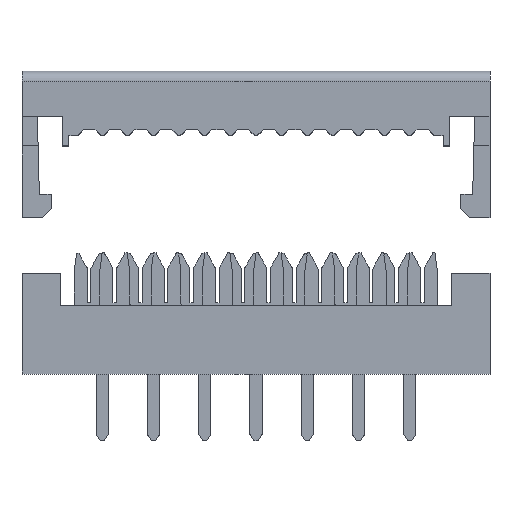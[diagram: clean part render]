
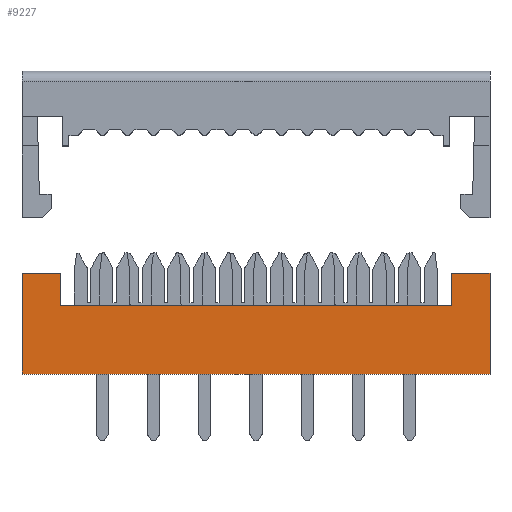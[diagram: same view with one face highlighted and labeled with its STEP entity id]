
A CAD part, top view. The second image highlights one B-rep face of the part: STEP entity #9227.
In plain terms, the highlighted planar face has unit normal (0, 0, 1).
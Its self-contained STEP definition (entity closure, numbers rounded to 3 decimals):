
#4375=VERTEX_POINT('',#10775);
#4547=EDGE_CURVE('',#6987,#7413,#10960,.T.);
#4947=EDGE_CURVE('',#8773,#7109,#11400,.T.);
#4967=EDGE_CURVE('',#8521,#7663,#11422,.T.);
#5489=VERTEX_POINT('',#12012);
#6193=EDGE_CURVE('',#4375,#6987,#12776,.T.);
#6649=EDGE_CURVE('',#7663,#8773,#13274,.T.);
#6987=VERTEX_POINT('',#13642);
#7109=VERTEX_POINT('',#13777);
#7413=VERTEX_POINT('',#14109);
#7663=VERTEX_POINT('',#14381);
#8521=VERTEX_POINT('',#15315);
#8567=EDGE_CURVE('',#7413,#8521,#15362,.T.);
#8773=VERTEX_POINT('',#15580);
#8809=EDGE_CURVE('',#7109,#5489,#15616,.T.);
#8951=EDGE_CURVE('',#5489,#4375,#15786,.T.);
#9227=ADVANCED_FACE('',(#16085),#16086,.T.);
#10775=CARTESIAN_POINT('',(9.69,5.0,3.0));
#10960=LINE('',#18432,#18433);
#11400=LINE('',#19048,#19049);
#11422=LINE('',#19077,#19078);
#12012=CARTESIAN_POINT('',(11.59,5.0,3.0));
#12776=LINE('',#20966,#20967);
#13274=LINE('',#21671,#21672);
#13642=CARTESIAN_POINT('',(9.69,3.4,3.0));
#13777=CARTESIAN_POINT('',(11.59,0.0,3.0));
#14109=CARTESIAN_POINT('',(-9.69,3.4,3.0));
#14381=CARTESIAN_POINT('',(-11.59,5.0,3.0));
#15315=CARTESIAN_POINT('',(-9.69,5.0,3.0));
#15362=LINE('',#24605,#24606);
#15580=CARTESIAN_POINT('',(-11.59,0.0,3.0));
#15616=LINE('',#24974,#24975);
#15786=LINE('',#25207,#25208);
#16085=FACE_OUTER_BOUND('',#25640,.T.);
#16086=PLANE('',#25641);
#18432=CARTESIAN_POINT('',(0.0,3.4,3.0));
#18433=VECTOR('',#27499,1.0);
#19048=CARTESIAN_POINT('',(0.0,0.0,3.0));
#19049=VECTOR('',#27968,1.0);
#19077=CARTESIAN_POINT('',(0.0,5.0,3.0));
#19078=VECTOR('',#27994,1.0);
#20966=CARTESIAN_POINT('',(9.69,4.2,3.0));
#20967=VECTOR('',#29603,1.0);
#21671=CARTESIAN_POINT('',(-11.59,2.5,3.0));
#21672=VECTOR('',#30194,1.0);
#24605=CARTESIAN_POINT('',(-9.69,4.2,3.0));
#24606=VECTOR('',#32455,1.0);
#24974=CARTESIAN_POINT('',(11.59,2.5,3.0));
#24975=VECTOR('',#32657,1.0);
#25207=CARTESIAN_POINT('',(0.0,5.0,3.0));
#25208=VECTOR('',#32905,1.0);
#25640=EDGE_LOOP('',(#33223,#33224,#33225,#33226,#33227,#33228,#33229,#33230));
#25641=AXIS2_PLACEMENT_3D('',#33231,#33232,#33233);
#27499=DIRECTION('',(-1.0,0.0,0.0));
#27968=DIRECTION('',(1.0,0.0,0.0));
#27994=DIRECTION('',(-1.0,0.0,0.0));
#29603=DIRECTION('',(0.0,-1.0,0.0));
#30194=DIRECTION('',(0.0,-1.0,0.0));
#32455=DIRECTION('',(0.0,1.0,0.0));
#32657=DIRECTION('',(0.0,1.0,0.0));
#32905=DIRECTION('',(-1.0,0.0,0.0));
#33223=ORIENTED_EDGE('',*,*,#6193,.T.);
#33224=ORIENTED_EDGE('',*,*,#4547,.T.);
#33225=ORIENTED_EDGE('',*,*,#8567,.T.);
#33226=ORIENTED_EDGE('',*,*,#4967,.T.);
#33227=ORIENTED_EDGE('',*,*,#6649,.T.);
#33228=ORIENTED_EDGE('',*,*,#4947,.T.);
#33229=ORIENTED_EDGE('',*,*,#8809,.T.);
#33230=ORIENTED_EDGE('',*,*,#8951,.T.);
#33231=CARTESIAN_POINT('',(0.0,2.5,3.0));
#33232=DIRECTION('',(0.0,0.0,1.0));
#33233=DIRECTION('',(1.0,0.0,0.0));
